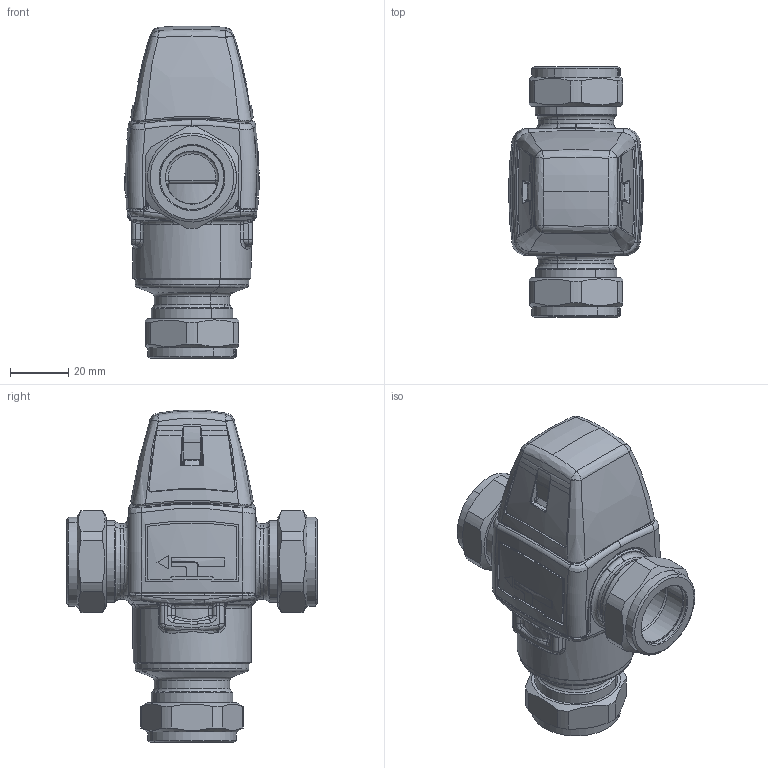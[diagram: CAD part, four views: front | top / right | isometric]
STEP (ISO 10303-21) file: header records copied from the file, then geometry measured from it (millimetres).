
FILE_DESCRIPTION(('CATIA V5 STEP'),'2;1');
FILE_NAME('VTA333 CPF22-1.stp','2011-03-29T08:41:34+00:00',('none'),('none'),'CATIA Version 5 Release 16 (IN-10)','CATIA V5 STEP AP203','none');
FILE_SCHEMA(('CONFIG_CONTROL_DESIGN'));
Length unit declared in the file: millimetre
Products named in the file (1): 2594s4_AllCATPart
Bounding box: 46.1 x 85.73 x 113.81 mm (x, y, z)
Volume: 139671.9 mm3; surface area: 72855.7 mm2
Topology: 18 solids, 18 shells, 4795 faces, 13021 edges, 8383 vertices
Faces by surface type: plane 2505, cylinder 671, bspline 541, torus 489, cone 256, revolution 184, sphere 149
Entity records: 187554 total; most frequent: CARTESIAN_POINT 85710, ORIENTED_EDGE 25882, EDGE_CURVE 12941, DIRECTION 12931, VERTEX_POINT 8383, B_SPLINE_CURVE_WITH_KNOTS 7046, AXIS2_PLACEMENT_3D 5663, EDGE_LOOP 5024
